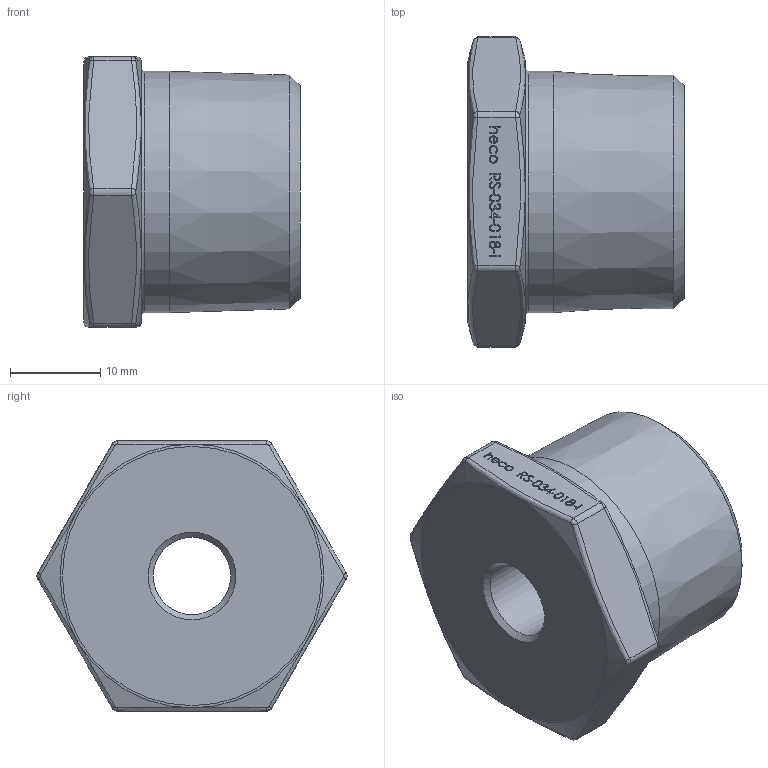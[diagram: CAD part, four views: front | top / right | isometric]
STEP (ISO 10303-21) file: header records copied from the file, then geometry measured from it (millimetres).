
FILE_DESCRIPTION (( 'STEP AP214' ), '1' );
FILE_NAME ('RS-034-018-I 2312.STEP', '2023-12-18T14:12:39', ( '' ), ( '' ), 'SwSTEP 2.0', 'SolidWorks 2019', '' );
FILE_SCHEMA (( 'AUTOMOTIVE_DESIGN' ));
Length unit declared in the file: millimetre
Products named in the file (1): RS-034-018-I 2312
Bounding box: 24 x 34.39 x 30 mm (x, y, z)
Volume: 12754.3 mm3; surface area: 4068.7 mm2
Topology: 1 solids, 1 shells, 245 faces, 627 edges, 409 vertices
Faces by surface type: bspline 128, plane 97, cylinder 9, cone 6, torus 5
Full cylindrical faces by diameter (mm): 8.566 x1, 10.128 x1, 26.754 x1
Entity records: 15548 total; most frequent: CARTESIAN_POINT 8542, ORIENTED_EDGE 1208, DIRECTION 624, EDGE_CURVE 604, VERTEX_POINT 400, VECTOR 308, LINE 308, EDGE_LOOP 286
